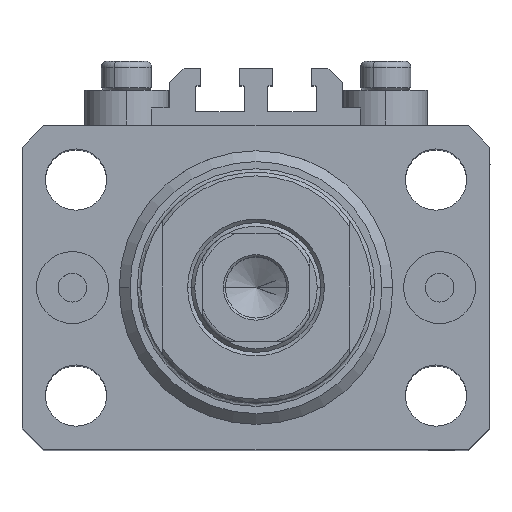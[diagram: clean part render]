
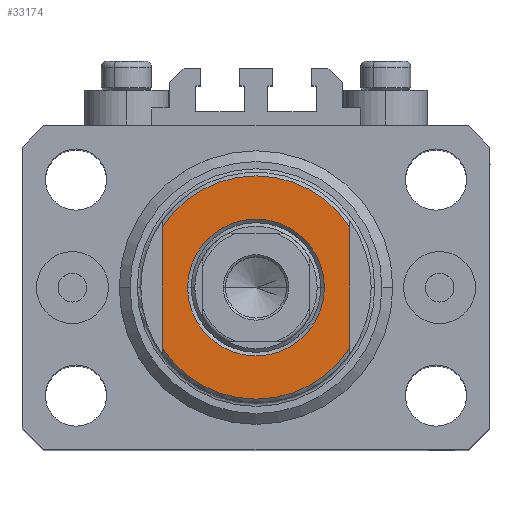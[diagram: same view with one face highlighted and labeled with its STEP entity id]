
A CAD part, top view. The second image highlights one B-rep face of the part: STEP entity #33174.
In plain terms, the highlighted face is planar.
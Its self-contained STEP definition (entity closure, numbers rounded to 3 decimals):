
#501 = VERTEX_POINT ( 'NONE', #6710 ) ;
#1199 = DIRECTION ( 'NONE',  ( 0., 0., 1. ) ) ;
#1766 = EDGE_CURVE ( 'NONE', #18408, #17661, #16825, .T. ) ;
#2907 = ORIENTED_EDGE ( 'NONE', *, *, #18073, .T. ) ;
#4191 = AXIS2_PLACEMENT_3D ( 'NONE', #38694, #38922, #9594 ) ;
#4393 = DIRECTION ( 'NONE',  ( 0., 0., -1. ) ) ;
#4716 = EDGE_CURVE ( 'NONE', #17661, #18408, #13114, .T. ) ;
#6411 = LINE ( 'NONE', #6880, #22799 ) ;
#6705 = EDGE_LOOP ( 'NONE', ( #45801, #19000 ) ) ;
#6710 = CARTESIAN_POINT ( 'NONE',  ( -13., 8.441, -6.5 ) ) ;
#6880 = CARTESIAN_POINT ( 'NONE',  ( -13., -43.081, -6.5 ) ) ;
#7844 = DIRECTION ( 'NONE',  ( -1., 0., 0. ) ) ;
#9594 = DIRECTION ( 'NONE',  ( -1., 0., 0. ) ) ;
#9993 = EDGE_CURVE ( 'NONE', #15833, #44459, #46207, .T. ) ;
#10074 = PLANE ( 'NONE',  #4191 ) ;
#11704 = DIRECTION ( 'NONE',  ( -1., 0., 0. ) ) ;
#11894 = ORIENTED_EDGE ( 'NONE', *, *, #14767, .T. ) ;
#12516 = CARTESIAN_POINT ( 'NONE',  ( 13., 8.441, -6.5 ) ) ;
#13114 = CIRCLE ( 'NONE', #39655, 9.5 ) ;
#14767 = EDGE_CURVE ( 'NONE', #501, #15833, #40664, .T. ) ;
#15347 = EDGE_LOOP ( 'NONE', ( #11894, #15670, #2907, #35770 ) ) ;
#15670 = ORIENTED_EDGE ( 'NONE', *, *, #9993, .T. ) ;
#15693 = CARTESIAN_POINT ( 'NONE',  ( 0., 0., -6.5 ) ) ;
#15833 = VERTEX_POINT ( 'NONE', #12516 ) ;
#16825 = CIRCLE ( 'NONE', #35877, 9.5 ) ;
#16963 = VECTOR ( 'NONE', #24027, 1000. ) ;
#17661 = VERTEX_POINT ( 'NONE', #43510 ) ;
#18073 = EDGE_CURVE ( 'NONE', #44459, #38635, #42317, .T. ) ;
#18371 = CARTESIAN_POINT ( 'NONE',  ( 13., -8.441, -6.5 ) ) ;
#18408 = VERTEX_POINT ( 'NONE', #22194 ) ;
#19000 = ORIENTED_EDGE ( 'NONE', *, *, #4716, .T. ) ;
#19332 = CARTESIAN_POINT ( 'NONE',  ( 0., 0., -6.5 ) ) ;
#20662 = CARTESIAN_POINT ( 'NONE',  ( 13., -43.081, -6.5 ) ) ;
#22194 = CARTESIAN_POINT ( 'NONE',  ( -9.5, 0., -6.5 ) ) ;
#22409 = AXIS2_PLACEMENT_3D ( 'NONE', #25184, #4393, #43736 ) ;
#22799 = VECTOR ( 'NONE', #32422, 1000. ) ;
#24027 = DIRECTION ( 'NONE',  ( 0., -1., 0. ) ) ;
#25184 = CARTESIAN_POINT ( 'NONE',  ( 0., 0., -6.5 ) ) ;
#25756 = DIRECTION ( 'NONE',  ( 0., 0., 1. ) ) ;
#27146 = DIRECTION ( 'NONE',  ( -1., 0., 0. ) ) ;
#27822 = EDGE_CURVE ( 'NONE', #501, #38635, #6411, .T. ) ;
#27854 = CARTESIAN_POINT ( 'NONE',  ( 0., 0., -6.5 ) ) ;
#32422 = DIRECTION ( 'NONE',  ( 0., -1., 0. ) ) ;
#33174 = ADVANCED_FACE ( 'NONE', ( #46100, #45629 ), #10074, .T. ) ;
#35770 = ORIENTED_EDGE ( 'NONE', *, *, #27822, .F. ) ;
#35877 = AXIS2_PLACEMENT_3D ( 'NONE', #15693, #25756, #7844 ) ;
#37875 = DIRECTION ( 'NONE',  ( 0., 0., -1. ) ) ;
#38635 = VERTEX_POINT ( 'NONE', #38702 ) ;
#38694 = CARTESIAN_POINT ( 'NONE',  ( 0., 0., -6.5 ) ) ;
#38702 = CARTESIAN_POINT ( 'NONE',  ( -13., -8.441, -6.5 ) ) ;
#38922 = DIRECTION ( 'NONE',  ( 0., 0., -1. ) ) ;
#39655 = AXIS2_PLACEMENT_3D ( 'NONE', #19332, #1199, #11704 ) ;
#40664 = CIRCLE ( 'NONE', #22409, 15.5 ) ;
#41548 = AXIS2_PLACEMENT_3D ( 'NONE', #27854, #37875, #27146 ) ;
#42317 = CIRCLE ( 'NONE', #41548, 15.5 ) ;
#43510 = CARTESIAN_POINT ( 'NONE',  ( 9.5, 0., -6.5 ) ) ;
#43736 = DIRECTION ( 'NONE',  ( -1., 0., 0. ) ) ;
#44459 = VERTEX_POINT ( 'NONE', #18371 ) ;
#45629 = FACE_OUTER_BOUND ( 'NONE', #15347, .T. ) ;
#45801 = ORIENTED_EDGE ( 'NONE', *, *, #1766, .T. ) ;
#46100 = FACE_BOUND ( 'NONE', #6705, .T. ) ;
#46207 = LINE ( 'NONE', #20662, #16963 ) ;
